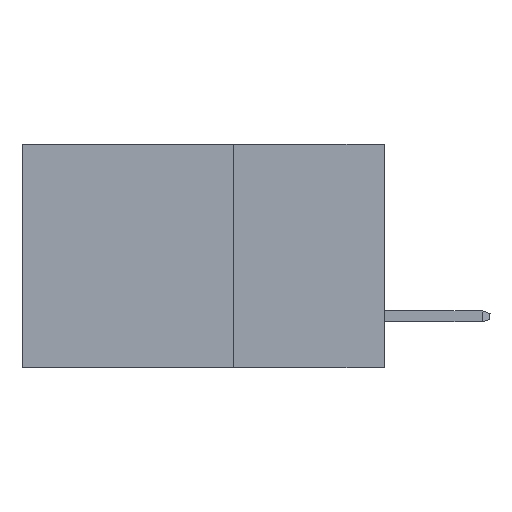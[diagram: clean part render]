
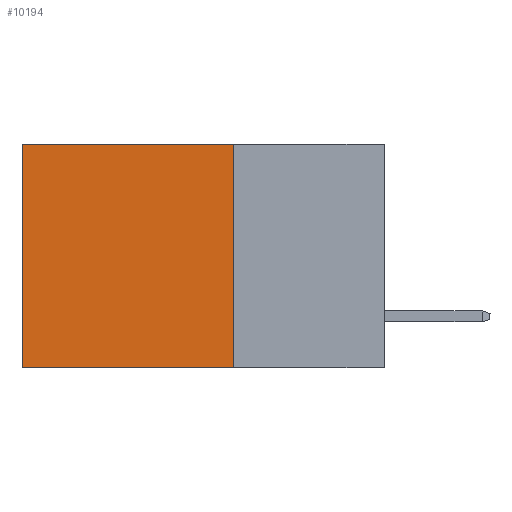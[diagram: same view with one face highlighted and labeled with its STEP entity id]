
A CAD part, left-side view. The second image highlights one B-rep face of the part: STEP entity #10194.
In plain terms, the highlighted planar face has unit normal (-1, 0, 0).
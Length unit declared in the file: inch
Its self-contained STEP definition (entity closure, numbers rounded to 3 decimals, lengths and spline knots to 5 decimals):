
#458 = VERTEX_POINT ( 'NONE', #13420 ) ;
#1292 = CARTESIAN_POINT ( 'NONE',  ( 0.2615, 0.6, -0.37 ) ) ;
#2074 = ORIENTED_EDGE ( 'NONE', *, *, #9672, .F. ) ;
#2214 = CARTESIAN_POINT ( 'NONE',  ( 0.2615, 0.6, 0. ) ) ;
#2360 = CARTESIAN_POINT ( 'NONE',  ( 0.2615, 0.25, -0.37 ) ) ;
#3333 = CARTESIAN_POINT ( 'NONE',  ( 0.2615, 0.25, -0.37 ) ) ;
#3553 = CARTESIAN_POINT ( 'NONE',  ( 0.2615, 0.25, 0. ) ) ;
#3785 = EDGE_CURVE ( 'NONE', #5803, #20270, #19996, .T. ) ;
#4726 = DIRECTION ( 'NONE',  ( 0., 1., 0. ) ) ;
#5125 = ORIENTED_EDGE ( 'NONE', *, *, #3785, .T. ) ;
#5803 = VERTEX_POINT ( 'NONE', #3553 ) ;
#7253 = CARTESIAN_POINT ( 'NONE',  ( 0.2615, 0.25, 0. ) ) ;
#7404 = VERTEX_POINT ( 'NONE', #1292 ) ;
#7462 = CARTESIAN_POINT ( 'NONE',  ( 0.2615, 0.6, -0.37 ) ) ;
#8557 = EDGE_LOOP ( 'NONE', ( #14210, #9779, #2074, #5125 ) ) ;
#8797 = DIRECTION ( 'NONE',  ( 0., 0., -1. ) ) ;
#9672 = EDGE_CURVE ( 'NONE', #5803, #458, #18318, .T. ) ;
#9779 = ORIENTED_EDGE ( 'NONE', *, *, #17981, .F. ) ;
#10194 = ADVANCED_FACE ( 'NONE', ( #12173 ), #14083, .F. ) ;
#10292 = VECTOR ( 'NONE', #20524, 39.37008 ) ;
#10783 = DIRECTION ( 'NONE',  ( 1., 0., 0. ) ) ;
#11636 = EDGE_CURVE ( 'NONE', #20270, #7404, #20624, .T. ) ;
#11983 = DIRECTION ( 'NONE',  ( 0., 1., 0. ) ) ;
#12173 = FACE_OUTER_BOUND ( 'NONE', #8557, .T. ) ;
#13420 = CARTESIAN_POINT ( 'NONE',  ( 0.2615, 0.25, -0.37 ) ) ;
#14083 = PLANE ( 'NONE',  #17051 ) ;
#14210 = ORIENTED_EDGE ( 'NONE', *, *, #11636, .T. ) ;
#15791 = CARTESIAN_POINT ( 'NONE',  ( 0.2615, 0.25, -0.37 ) ) ;
#17051 = AXIS2_PLACEMENT_3D ( 'NONE', #15791, #10783, #20728 ) ;
#17571 = VECTOR ( 'NONE', #4726, 39.37008 ) ;
#17713 = VECTOR ( 'NONE', #8797, 39.37008 ) ;
#17981 = EDGE_CURVE ( 'NONE', #458, #7404, #19386, .T. ) ;
#18318 = LINE ( 'NONE', #2360, #17713 ) ;
#19166 = VECTOR ( 'NONE', #11983, 39.37008 ) ;
#19386 = LINE ( 'NONE', #3333, #17571 ) ;
#19996 = LINE ( 'NONE', #7253, #19166 ) ;
#20270 = VERTEX_POINT ( 'NONE', #2214 ) ;
#20524 = DIRECTION ( 'NONE',  ( 0., 0., -1. ) ) ;
#20624 = LINE ( 'NONE', #7462, #10292 ) ;
#20728 = DIRECTION ( 'NONE',  ( 0., 0., -1. ) ) ;
